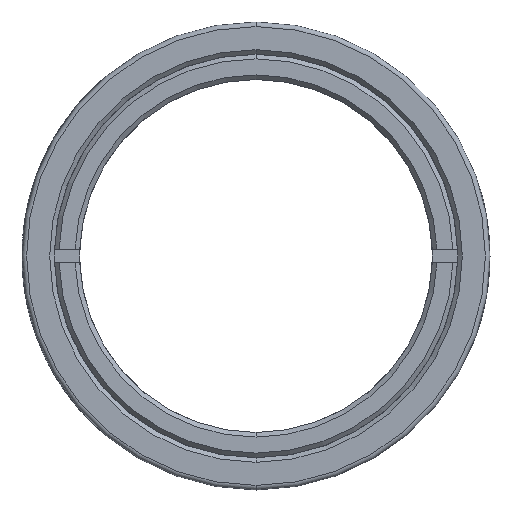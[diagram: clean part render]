
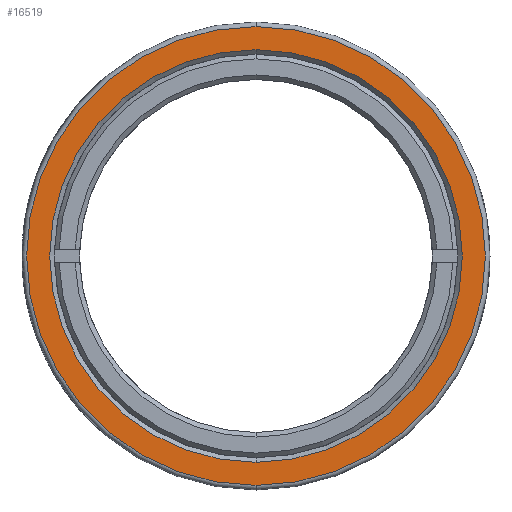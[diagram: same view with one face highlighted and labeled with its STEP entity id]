
A CAD part, front view. The second image highlights one B-rep face of the part: STEP entity #16519.
In plain terms, the highlighted planar face has unit normal (0, -1, 0).
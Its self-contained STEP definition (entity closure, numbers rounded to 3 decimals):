
#171 = ORIENTED_EDGE ( 'NONE', *, *, #18055, .T. ) ;
#946 = DIRECTION ( 'NONE',  ( 0., 1., 0. ) ) ;
#1053 = CARTESIAN_POINT ( 'NONE',  ( 15.419, 15.237, 33.159 ) ) ;
#1245 = AXIS2_PLACEMENT_3D ( 'NONE', #25892, #17104, #21287 ) ;
#1840 = AXIS2_PLACEMENT_3D ( 'NONE', #26856, #24686, #15889 ) ;
#2652 = CARTESIAN_POINT ( 'NONE',  ( 15.419, 15.237, 18.209 ) ) ;
#2794 = PLANE ( 'NONE',  #26793 ) ;
#3694 = DIRECTION ( 'NONE',  ( 0., 0., 1. ) ) ;
#5174 = ORIENTED_EDGE ( 'NONE', *, *, #12735, .T. ) ;
#6173 = ORIENTED_EDGE ( 'NONE', *, *, #11385, .T. ) ;
#6178 = AXIS2_PLACEMENT_3D ( 'NONE', #7893, #12501, #9904 ) ;
#6819 = FACE_OUTER_BOUND ( 'NONE', #16635, .T. ) ;
#7118 = AXIS2_PLACEMENT_3D ( 'NONE', #20686, #946, #3694 ) ;
#7893 = CARTESIAN_POINT ( 'NONE',  ( 15.419, 15.237, 18.209 ) ) ;
#8841 = DIRECTION ( 'NONE',  ( 1., 0., 0. ) ) ;
#9587 = EDGE_CURVE ( 'NONE', #18138, #17494, #16870, .T. ) ;
#9904 = DIRECTION ( 'NONE',  ( 0., 0., 1. ) ) ;
#10946 = CARTESIAN_POINT ( 'NONE',  ( 15.419, 15.237, 4.764 ) ) ;
#11385 = EDGE_CURVE ( 'NONE', #17494, #18138, #26430, .T. ) ;
#12501 = DIRECTION ( 'NONE',  ( 0., -1., 0. ) ) ;
#12735 = EDGE_CURVE ( 'NONE', #16676, #26152, #20467, .T. ) ;
#15889 = DIRECTION ( 'NONE',  ( 0., 0., 1. ) ) ;
#16519 = ADVANCED_FACE ( 'NONE', ( #24397, #6819 ), #2794, .F. ) ;
#16635 = EDGE_LOOP ( 'NONE', ( #23910, #6173 ) ) ;
#16676 = VERTEX_POINT ( 'NONE', #27571 ) ;
#16870 = CIRCLE ( 'NONE', #1245, 14.95 ) ;
#17104 = DIRECTION ( 'NONE',  ( 0., -1., 0. ) ) ;
#17485 = CIRCLE ( 'NONE', #1840, 13.445 ) ;
#17494 = VERTEX_POINT ( 'NONE', #21778 ) ;
#17908 = DIRECTION ( 'NONE',  ( 0., 1., 0. ) ) ;
#18055 = EDGE_CURVE ( 'NONE', #26152, #16676, #17485, .T. ) ;
#18138 = VERTEX_POINT ( 'NONE', #1053 ) ;
#20467 = CIRCLE ( 'NONE', #7118, 13.445 ) ;
#20686 = CARTESIAN_POINT ( 'NONE',  ( 15.419, 15.237, 18.209 ) ) ;
#21287 = DIRECTION ( 'NONE',  ( 0., 0., 1. ) ) ;
#21778 = CARTESIAN_POINT ( 'NONE',  ( 15.419, 15.237, 3.259 ) ) ;
#23173 = EDGE_LOOP ( 'NONE', ( #171, #5174 ) ) ;
#23910 = ORIENTED_EDGE ( 'NONE', *, *, #9587, .T. ) ;
#24397 = FACE_BOUND ( 'NONE', #23173, .T. ) ;
#24686 = DIRECTION ( 'NONE',  ( 0., 1., 0. ) ) ;
#25892 = CARTESIAN_POINT ( 'NONE',  ( 15.419, 15.237, 18.209 ) ) ;
#26152 = VERTEX_POINT ( 'NONE', #10946 ) ;
#26430 = CIRCLE ( 'NONE', #6178, 14.95 ) ;
#26793 = AXIS2_PLACEMENT_3D ( 'NONE', #2652, #17908, #8841 ) ;
#26856 = CARTESIAN_POINT ( 'NONE',  ( 15.419, 15.237, 18.209 ) ) ;
#27571 = CARTESIAN_POINT ( 'NONE',  ( 15.419, 15.237, 31.654 ) ) ;
